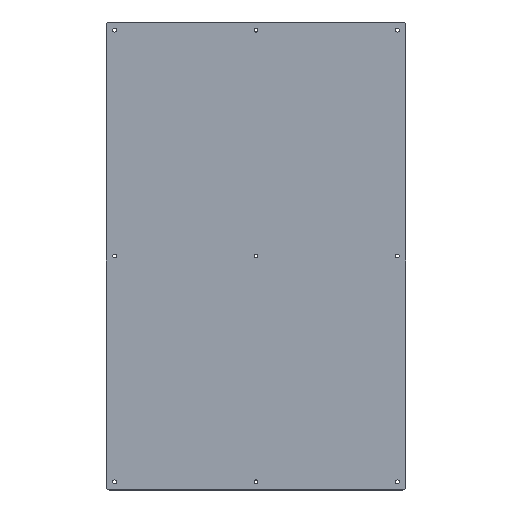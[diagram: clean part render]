
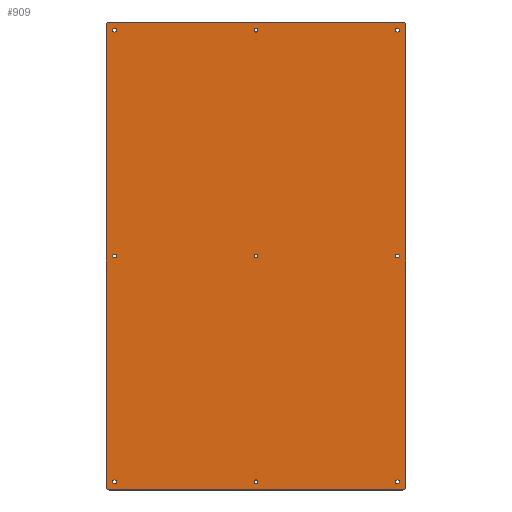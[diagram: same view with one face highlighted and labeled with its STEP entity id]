
A CAD part, top view. The second image highlights one B-rep face of the part: STEP entity #909.
In plain terms, the highlighted planar face has unit normal (0, 0, 1).
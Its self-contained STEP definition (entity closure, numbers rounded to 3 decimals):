
#79=AXIS2_PLACEMENT_3D('Circle Axis2P3D',#77,#78,$) ;
#110=AXIS2_PLACEMENT_3D('Circle Axis2P3D',#108,#109,$) ;
#172=AXIS2_PLACEMENT_3D('Circle Axis2P3D',#170,#171,$) ;
#234=AXIS2_PLACEMENT_3D('Circle Axis2P3D',#232,#233,$) ;
#735=AXIS2_PLACEMENT_3D('Plane Axis2P3D',#732,#733,#734) ;
#749=AXIS2_PLACEMENT_3D('Circle Axis2P3D',#747,#748,$) ;
#758=AXIS2_PLACEMENT_3D('Circle Axis2P3D',#756,#757,$) ;
#767=AXIS2_PLACEMENT_3D('Circle Axis2P3D',#765,#766,$) ;
#776=AXIS2_PLACEMENT_3D('Circle Axis2P3D',#774,#775,$) ;
#785=AXIS2_PLACEMENT_3D('Circle Axis2P3D',#783,#784,$) ;
#794=AXIS2_PLACEMENT_3D('Circle Axis2P3D',#792,#793,$) ;
#803=AXIS2_PLACEMENT_3D('Circle Axis2P3D',#801,#802,$) ;
#812=AXIS2_PLACEMENT_3D('Circle Axis2P3D',#810,#811,$) ;
#821=AXIS2_PLACEMENT_3D('Circle Axis2P3D',#819,#820,$) ;
#830=AXIS2_PLACEMENT_3D('Circle Axis2P3D',#828,#829,$) ;
#839=AXIS2_PLACEMENT_3D('Circle Axis2P3D',#837,#838,$) ;
#848=AXIS2_PLACEMENT_3D('Circle Axis2P3D',#846,#847,$) ;
#857=AXIS2_PLACEMENT_3D('Circle Axis2P3D',#855,#856,$) ;
#866=AXIS2_PLACEMENT_3D('Circle Axis2P3D',#864,#865,$) ;
#875=AXIS2_PLACEMENT_3D('Circle Axis2P3D',#873,#874,$) ;
#884=AXIS2_PLACEMENT_3D('Circle Axis2P3D',#882,#883,$) ;
#893=AXIS2_PLACEMENT_3D('Circle Axis2P3D',#891,#892,$) ;
#902=AXIS2_PLACEMENT_3D('Circle Axis2P3D',#900,#901,$) ;
#37=CARTESIAN_POINT('Line Origine',(274.5,0.,12.)) ;
#41=CARTESIAN_POINT('Vertex',(5.,0.,12.)) ;
#43=CARTESIAN_POINT('Vertex',(544.,0.,12.)) ;
#77=CARTESIAN_POINT('Axis2P3D Location',(544.,5.,12.)) ;
#81=CARTESIAN_POINT('Vertex',(549.,5.,12.)) ;
#108=CARTESIAN_POINT('Axis2P3D Location',(5.,5.,12.)) ;
#112=CARTESIAN_POINT('Vertex',(0.,5.,12.)) ;
#150=CARTESIAN_POINT('Vertex',(549.,854.,12.)) ;
#153=CARTESIAN_POINT('Line Origine',(549.,429.5,12.)) ;
#170=CARTESIAN_POINT('Axis2P3D Location',(544.,854.,12.)) ;
#174=CARTESIAN_POINT('Vertex',(544.,859.,12.)) ;
#212=CARTESIAN_POINT('Vertex',(5.,859.,12.)) ;
#215=CARTESIAN_POINT('Line Origine',(274.5,859.,12.)) ;
#232=CARTESIAN_POINT('Axis2P3D Location',(5.,854.,12.)) ;
#236=CARTESIAN_POINT('Vertex',(0.,854.,12.)) ;
#268=CARTESIAN_POINT('Line Origine',(0.,429.5,12.)) ;
#732=CARTESIAN_POINT('Axis2P3D Location',(0.,0.,12.)) ;
#747=CARTESIAN_POINT('Axis2P3D Location',(15.,429.5,12.)) ;
#751=CARTESIAN_POINT('Vertex',(18.5,429.5,12.)) ;
#753=CARTESIAN_POINT('Vertex',(11.5,429.5,12.)) ;
#756=CARTESIAN_POINT('Axis2P3D Location',(15.,429.5,12.)) ;
#765=CARTESIAN_POINT('Axis2P3D Location',(15.,844.,12.)) ;
#769=CARTESIAN_POINT('Vertex',(18.5,844.,12.)) ;
#771=CARTESIAN_POINT('Vertex',(11.5,844.,12.)) ;
#774=CARTESIAN_POINT('Axis2P3D Location',(15.,844.,12.)) ;
#783=CARTESIAN_POINT('Axis2P3D Location',(15.,15.,12.)) ;
#787=CARTESIAN_POINT('Vertex',(18.5,15.,12.)) ;
#789=CARTESIAN_POINT('Vertex',(11.5,15.,12.)) ;
#792=CARTESIAN_POINT('Axis2P3D Location',(15.,15.,12.)) ;
#801=CARTESIAN_POINT('Axis2P3D Location',(274.5,844.,12.)) ;
#805=CARTESIAN_POINT('Vertex',(278.,844.,12.)) ;
#807=CARTESIAN_POINT('Vertex',(271.,844.,12.)) ;
#810=CARTESIAN_POINT('Axis2P3D Location',(274.5,844.,12.)) ;
#819=CARTESIAN_POINT('Axis2P3D Location',(274.5,429.5,12.)) ;
#823=CARTESIAN_POINT('Vertex',(278.,429.5,12.)) ;
#825=CARTESIAN_POINT('Vertex',(271.,429.5,12.)) ;
#828=CARTESIAN_POINT('Axis2P3D Location',(274.5,429.5,12.)) ;
#837=CARTESIAN_POINT('Axis2P3D Location',(274.5,15.,12.)) ;
#841=CARTESIAN_POINT('Vertex',(278.,15.,12.)) ;
#843=CARTESIAN_POINT('Vertex',(271.,15.,12.)) ;
#846=CARTESIAN_POINT('Axis2P3D Location',(274.5,15.,12.)) ;
#855=CARTESIAN_POINT('Axis2P3D Location',(534.,844.,12.)) ;
#859=CARTESIAN_POINT('Vertex',(537.5,844.,12.)) ;
#861=CARTESIAN_POINT('Vertex',(530.5,844.,12.)) ;
#864=CARTESIAN_POINT('Axis2P3D Location',(534.,844.,12.)) ;
#873=CARTESIAN_POINT('Axis2P3D Location',(534.,429.5,12.)) ;
#877=CARTESIAN_POINT('Vertex',(537.5,429.5,12.)) ;
#879=CARTESIAN_POINT('Vertex',(530.5,429.5,12.)) ;
#882=CARTESIAN_POINT('Axis2P3D Location',(534.,429.5,12.)) ;
#891=CARTESIAN_POINT('Axis2P3D Location',(534.,15.,12.)) ;
#895=CARTESIAN_POINT('Vertex',(537.5,15.,12.)) ;
#897=CARTESIAN_POINT('Vertex',(530.5,15.,12.)) ;
#900=CARTESIAN_POINT('Axis2P3D Location',(534.,15.,12.)) ;
#38=DIRECTION('Vector Direction',(1.,0.,0.)) ;
#78=DIRECTION('Axis2P3D Direction',(0.,0.,1.)) ;
#109=DIRECTION('Axis2P3D Direction',(0.,0.,1.)) ;
#154=DIRECTION('Vector Direction',(0.,1.,0.)) ;
#171=DIRECTION('Axis2P3D Direction',(0.,-0.,1.)) ;
#216=DIRECTION('Vector Direction',(-1.,0.,0.)) ;
#233=DIRECTION('Axis2P3D Direction',(0.,0.,1.)) ;
#269=DIRECTION('Vector Direction',(0.,-1.,0.)) ;
#733=DIRECTION('Axis2P3D Direction',(0.,0.,1.)) ;
#734=DIRECTION('Axis2P3D XDirection',(1.,0.,0.)) ;
#748=DIRECTION('Axis2P3D Direction',(0.,0.,1.)) ;
#757=DIRECTION('Axis2P3D Direction',(0.,0.,1.)) ;
#766=DIRECTION('Axis2P3D Direction',(0.,0.,1.)) ;
#775=DIRECTION('Axis2P3D Direction',(0.,0.,1.)) ;
#784=DIRECTION('Axis2P3D Direction',(0.,0.,1.)) ;
#793=DIRECTION('Axis2P3D Direction',(0.,0.,1.)) ;
#802=DIRECTION('Axis2P3D Direction',(0.,0.,1.)) ;
#811=DIRECTION('Axis2P3D Direction',(0.,0.,1.)) ;
#820=DIRECTION('Axis2P3D Direction',(0.,0.,1.)) ;
#829=DIRECTION('Axis2P3D Direction',(0.,0.,1.)) ;
#838=DIRECTION('Axis2P3D Direction',(0.,0.,1.)) ;
#847=DIRECTION('Axis2P3D Direction',(0.,0.,1.)) ;
#856=DIRECTION('Axis2P3D Direction',(0.,0.,1.)) ;
#865=DIRECTION('Axis2P3D Direction',(0.,0.,1.)) ;
#874=DIRECTION('Axis2P3D Direction',(0.,0.,1.)) ;
#883=DIRECTION('Axis2P3D Direction',(0.,0.,1.)) ;
#892=DIRECTION('Axis2P3D Direction',(0.,0.,1.)) ;
#901=DIRECTION('Axis2P3D Direction',(0.,0.,1.)) ;
#39=VECTOR('Line Direction',#38,1.) ;
#155=VECTOR('Line Direction',#154,1.) ;
#217=VECTOR('Line Direction',#216,1.) ;
#270=VECTOR('Line Direction',#269,1.) ;
#738=ORIENTED_EDGE('',*,*,#157,.T.) ;
#739=ORIENTED_EDGE('',*,*,#176,.F.) ;
#740=ORIENTED_EDGE('',*,*,#219,.T.) ;
#741=ORIENTED_EDGE('',*,*,#238,.F.) ;
#742=ORIENTED_EDGE('',*,*,#272,.T.) ;
#743=ORIENTED_EDGE('',*,*,#114,.F.) ;
#744=ORIENTED_EDGE('',*,*,#45,.T.) ;
#745=ORIENTED_EDGE('',*,*,#83,.F.) ;
#762=ORIENTED_EDGE('',*,*,#755,.F.) ;
#763=ORIENTED_EDGE('',*,*,#760,.F.) ;
#780=ORIENTED_EDGE('',*,*,#773,.F.) ;
#781=ORIENTED_EDGE('',*,*,#778,.F.) ;
#798=ORIENTED_EDGE('',*,*,#791,.F.) ;
#799=ORIENTED_EDGE('',*,*,#796,.F.) ;
#816=ORIENTED_EDGE('',*,*,#809,.F.) ;
#817=ORIENTED_EDGE('',*,*,#814,.F.) ;
#834=ORIENTED_EDGE('',*,*,#827,.F.) ;
#835=ORIENTED_EDGE('',*,*,#832,.F.) ;
#852=ORIENTED_EDGE('',*,*,#845,.F.) ;
#853=ORIENTED_EDGE('',*,*,#850,.F.) ;
#870=ORIENTED_EDGE('',*,*,#863,.F.) ;
#871=ORIENTED_EDGE('',*,*,#868,.F.) ;
#888=ORIENTED_EDGE('',*,*,#881,.F.) ;
#889=ORIENTED_EDGE('',*,*,#886,.F.) ;
#906=ORIENTED_EDGE('',*,*,#899,.F.) ;
#907=ORIENTED_EDGE('',*,*,#904,.F.) ;
#764=FACE_BOUND('',#761,.T.) ;
#782=FACE_BOUND('',#779,.T.) ;
#800=FACE_BOUND('',#797,.T.) ;
#818=FACE_BOUND('',#815,.T.) ;
#836=FACE_BOUND('',#833,.T.) ;
#854=FACE_BOUND('',#851,.T.) ;
#872=FACE_BOUND('',#869,.T.) ;
#890=FACE_BOUND('',#887,.T.) ;
#908=FACE_BOUND('',#905,.T.) ;
#909=ADVANCED_FACE('Hauptkoerper',(#746,#764,#782,#800,#818,#836,#854,#872,#890,#908),#736,.T.) ;
#80=CIRCLE('generated circle',#79,5.) ;
#111=CIRCLE('generated circle',#110,5.) ;
#173=CIRCLE('generated circle',#172,5.) ;
#235=CIRCLE('generated circle',#234,5.) ;
#750=CIRCLE('generated circle',#749,3.5) ;
#759=CIRCLE('generated circle',#758,3.5) ;
#768=CIRCLE('generated circle',#767,3.5) ;
#777=CIRCLE('generated circle',#776,3.5) ;
#786=CIRCLE('generated circle',#785,3.5) ;
#795=CIRCLE('generated circle',#794,3.5) ;
#804=CIRCLE('generated circle',#803,3.5) ;
#813=CIRCLE('generated circle',#812,3.5) ;
#822=CIRCLE('generated circle',#821,3.5) ;
#831=CIRCLE('generated circle',#830,3.5) ;
#840=CIRCLE('generated circle',#839,3.5) ;
#849=CIRCLE('generated circle',#848,3.5) ;
#858=CIRCLE('generated circle',#857,3.5) ;
#867=CIRCLE('generated circle',#866,3.5) ;
#876=CIRCLE('generated circle',#875,3.5) ;
#885=CIRCLE('generated circle',#884,3.5) ;
#894=CIRCLE('generated circle',#893,3.5) ;
#903=CIRCLE('generated circle',#902,3.5) ;
#45=EDGE_CURVE('',#42,#44,#40,.T.) ;
#83=EDGE_CURVE('',#82,#44,#80,.F.) ;
#114=EDGE_CURVE('',#42,#113,#111,.F.) ;
#157=EDGE_CURVE('',#82,#151,#156,.T.) ;
#176=EDGE_CURVE('',#175,#151,#173,.F.) ;
#219=EDGE_CURVE('',#175,#213,#218,.T.) ;
#238=EDGE_CURVE('',#237,#213,#235,.F.) ;
#272=EDGE_CURVE('',#237,#113,#271,.T.) ;
#755=EDGE_CURVE('',#752,#754,#750,.T.) ;
#760=EDGE_CURVE('',#754,#752,#759,.T.) ;
#773=EDGE_CURVE('',#770,#772,#768,.T.) ;
#778=EDGE_CURVE('',#772,#770,#777,.T.) ;
#791=EDGE_CURVE('',#788,#790,#786,.T.) ;
#796=EDGE_CURVE('',#790,#788,#795,.T.) ;
#809=EDGE_CURVE('',#806,#808,#804,.T.) ;
#814=EDGE_CURVE('',#808,#806,#813,.T.) ;
#827=EDGE_CURVE('',#824,#826,#822,.T.) ;
#832=EDGE_CURVE('',#826,#824,#831,.T.) ;
#845=EDGE_CURVE('',#842,#844,#840,.T.) ;
#850=EDGE_CURVE('',#844,#842,#849,.T.) ;
#863=EDGE_CURVE('',#860,#862,#858,.T.) ;
#868=EDGE_CURVE('',#862,#860,#867,.T.) ;
#881=EDGE_CURVE('',#878,#880,#876,.T.) ;
#886=EDGE_CURVE('',#880,#878,#885,.T.) ;
#899=EDGE_CURVE('',#896,#898,#894,.T.) ;
#904=EDGE_CURVE('',#898,#896,#903,.T.) ;
#737=EDGE_LOOP('',(#738,#739,#740,#741,#742,#743,#744,#745)) ;
#761=EDGE_LOOP('',(#762,#763)) ;
#779=EDGE_LOOP('',(#780,#781)) ;
#797=EDGE_LOOP('',(#798,#799)) ;
#815=EDGE_LOOP('',(#816,#817)) ;
#833=EDGE_LOOP('',(#834,#835)) ;
#851=EDGE_LOOP('',(#852,#853)) ;
#869=EDGE_LOOP('',(#870,#871)) ;
#887=EDGE_LOOP('',(#888,#889)) ;
#905=EDGE_LOOP('',(#906,#907)) ;
#746=FACE_OUTER_BOUND('',#737,.T.) ;
#40=LINE('Line',#37,#39) ;
#156=LINE('Line',#153,#155) ;
#218=LINE('Line',#215,#217) ;
#271=LINE('Line',#268,#270) ;
#736=PLANE('',#735) ;
#42=VERTEX_POINT('',#41) ;
#44=VERTEX_POINT('',#43) ;
#82=VERTEX_POINT('',#81) ;
#113=VERTEX_POINT('',#112) ;
#151=VERTEX_POINT('',#150) ;
#175=VERTEX_POINT('',#174) ;
#213=VERTEX_POINT('',#212) ;
#237=VERTEX_POINT('',#236) ;
#752=VERTEX_POINT('',#751) ;
#754=VERTEX_POINT('',#753) ;
#770=VERTEX_POINT('',#769) ;
#772=VERTEX_POINT('',#771) ;
#788=VERTEX_POINT('',#787) ;
#790=VERTEX_POINT('',#789) ;
#806=VERTEX_POINT('',#805) ;
#808=VERTEX_POINT('',#807) ;
#824=VERTEX_POINT('',#823) ;
#826=VERTEX_POINT('',#825) ;
#842=VERTEX_POINT('',#841) ;
#844=VERTEX_POINT('',#843) ;
#860=VERTEX_POINT('',#859) ;
#862=VERTEX_POINT('',#861) ;
#878=VERTEX_POINT('',#877) ;
#880=VERTEX_POINT('',#879) ;
#896=VERTEX_POINT('',#895) ;
#898=VERTEX_POINT('',#897) ;
